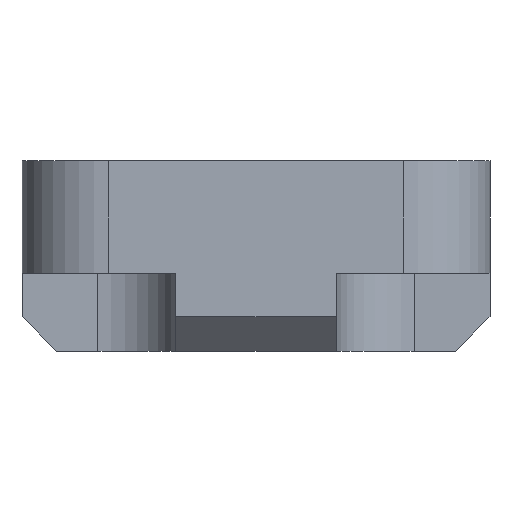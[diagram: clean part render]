
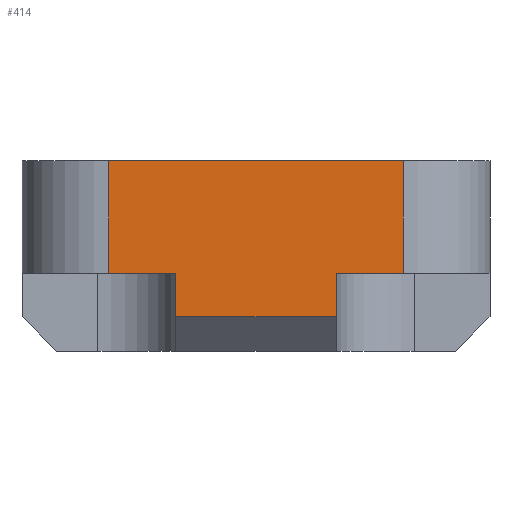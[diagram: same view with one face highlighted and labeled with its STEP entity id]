
A CAD part, left-side view. The second image highlights one B-rep face of the part: STEP entity #414.
In plain terms, the highlighted planar face has unit normal (-1, 0, 0).
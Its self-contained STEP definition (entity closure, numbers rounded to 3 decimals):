
#5 = ORIENTED_EDGE ( 'NONE', *, *, #1262, .T. ) ;
#8 = ORIENTED_EDGE ( 'NONE', *, *, #716, .F. ) ;
#30 = DIRECTION ( 'NONE',  ( 0., 1., 0. ) ) ;
#59 = CARTESIAN_POINT ( 'NONE',  ( 0., 17.75, 9. ) ) ;
#66 = LINE ( 'NONE', #59, #792 ) ;
#79 = VERTEX_POINT ( 'NONE', #1169 ) ;
#84 = DIRECTION ( 'NONE',  ( 0., 0., -1. ) ) ;
#94 = ORIENTED_EDGE ( 'NONE', *, *, #534, .F. ) ;
#117 = VECTOR ( 'NONE', #451, 1000. ) ;
#129 = CARTESIAN_POINT ( 'NONE',  ( 0., 17.75, 9. ) ) ;
#135 = ORIENTED_EDGE ( 'NONE', *, *, #650, .F. ) ;
#168 = EDGE_CURVE ( 'NONE', #1207, #354, #1305, .T. ) ;
#194 = CARTESIAN_POINT ( 'NONE',  ( 0., 0., 22. ) ) ;
#211 = DIRECTION ( 'NONE',  ( 0., 1., 0. ) ) ;
#232 = CARTESIAN_POINT ( 'NONE',  ( 0., 0., 22. ) ) ;
#265 = EDGE_LOOP ( 'NONE', ( #470, #754, #8, #651, #499, #94, #5, #135 ) ) ;
#296 = VERTEX_POINT ( 'NONE', #379 ) ;
#301 = VERTEX_POINT ( 'NONE', #711 ) ;
#311 = CARTESIAN_POINT ( 'NONE',  ( 0., 17.75, 4. ) ) ;
#323 = VECTOR ( 'NONE', #1186, 1000. ) ;
#354 = VERTEX_POINT ( 'NONE', #311 ) ;
#362 = VERTEX_POINT ( 'NONE', #1166 ) ;
#379 = CARTESIAN_POINT ( 'NONE',  ( 0., 10., 22. ) ) ;
#412 = DIRECTION ( 'NONE',  ( 0., 0., -1. ) ) ;
#414 = ADVANCED_FACE ( 'NONE', ( #1316 ), #863, .F. ) ;
#451 = DIRECTION ( 'NONE',  ( 0., 0., -1. ) ) ;
#470 = ORIENTED_EDGE ( 'NONE', *, *, #512, .T. ) ;
#473 = EDGE_CURVE ( 'NONE', #791, #537, #1132, .T. ) ;
#499 = ORIENTED_EDGE ( 'NONE', *, *, #695, .T. ) ;
#512 = EDGE_CURVE ( 'NONE', #301, #1207, #1008, .T. ) ;
#514 = VECTOR ( 'NONE', #211, 1000. ) ;
#515 = CARTESIAN_POINT ( 'NONE',  ( 0., 36.25, 4. ) ) ;
#518 = DIRECTION ( 'NONE',  ( 0., 0., 1. ) ) ;
#534 = EDGE_CURVE ( 'NONE', #362, #296, #1145, .T. ) ;
#537 = VERTEX_POINT ( 'NONE', #129 ) ;
#604 = VECTOR ( 'NONE', #897, 1000. ) ;
#609 = CARTESIAN_POINT ( 'NONE',  ( 0., 17.75, 4. ) ) ;
#650 = EDGE_CURVE ( 'NONE', #301, #79, #949, .T. ) ;
#651 = ORIENTED_EDGE ( 'NONE', *, *, #473, .F. ) ;
#695 = EDGE_CURVE ( 'NONE', #791, #296, #1069, .T. ) ;
#711 = CARTESIAN_POINT ( 'NONE',  ( 0., 36.25, 9. ) ) ;
#716 = EDGE_CURVE ( 'NONE', #537, #354, #66, .T. ) ;
#754 = ORIENTED_EDGE ( 'NONE', *, *, #168, .T. ) ;
#756 = CARTESIAN_POINT ( 'NONE',  ( 0., 44., 22. ) ) ;
#781 = CARTESIAN_POINT ( 'NONE',  ( 0., 36.25, 9. ) ) ;
#791 = VERTEX_POINT ( 'NONE', #1106 ) ;
#792 = VECTOR ( 'NONE', #861, 1000. ) ;
#841 = AXIS2_PLACEMENT_3D ( 'NONE', #194, #1103, #84 ) ;
#861 = DIRECTION ( 'NONE',  ( 0., 0., -1. ) ) ;
#863 = PLANE ( 'NONE',  #841 ) ;
#897 = DIRECTION ( 'NONE',  ( 0., -1., 0. ) ) ;
#949 = LINE ( 'NONE', #1290, #959 ) ;
#959 = VECTOR ( 'NONE', #30, 1000. ) ;
#1008 = LINE ( 'NONE', #781, #117 ) ;
#1047 = CARTESIAN_POINT ( 'NONE',  ( 0., 10., 22. ) ) ;
#1066 = VECTOR ( 'NONE', #412, 1000. ) ;
#1069 = LINE ( 'NONE', #1047, #1206 ) ;
#1103 = DIRECTION ( 'NONE',  ( 1., 0., 0. ) ) ;
#1106 = CARTESIAN_POINT ( 'NONE',  ( 0., 10., 9. ) ) ;
#1132 = LINE ( 'NONE', #1228, #514 ) ;
#1145 = LINE ( 'NONE', #232, #604 ) ;
#1166 = CARTESIAN_POINT ( 'NONE',  ( 0., 44., 22. ) ) ;
#1169 = CARTESIAN_POINT ( 'NONE',  ( 0., 44., 9. ) ) ;
#1186 = DIRECTION ( 'NONE',  ( 0., -1., 0. ) ) ;
#1206 = VECTOR ( 'NONE', #518, 1000. ) ;
#1207 = VERTEX_POINT ( 'NONE', #515 ) ;
#1228 = CARTESIAN_POINT ( 'NONE',  ( 0., 17.75, 9. ) ) ;
#1262 = EDGE_CURVE ( 'NONE', #362, #79, #1416, .T. ) ;
#1290 = CARTESIAN_POINT ( 'NONE',  ( 0., 0., 9. ) ) ;
#1305 = LINE ( 'NONE', #609, #323 ) ;
#1316 = FACE_OUTER_BOUND ( 'NONE', #265, .T. ) ;
#1416 = LINE ( 'NONE', #756, #1066 ) ;
